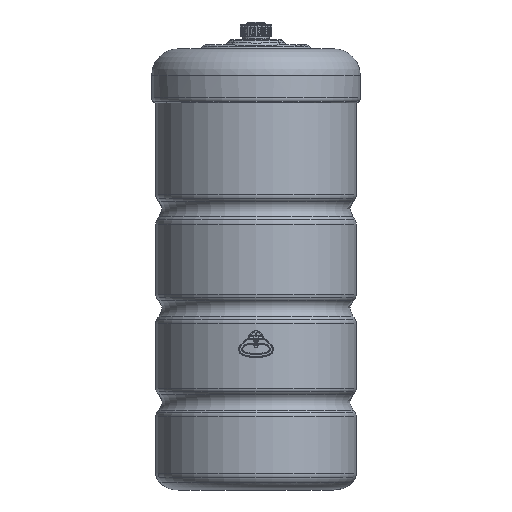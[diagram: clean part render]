
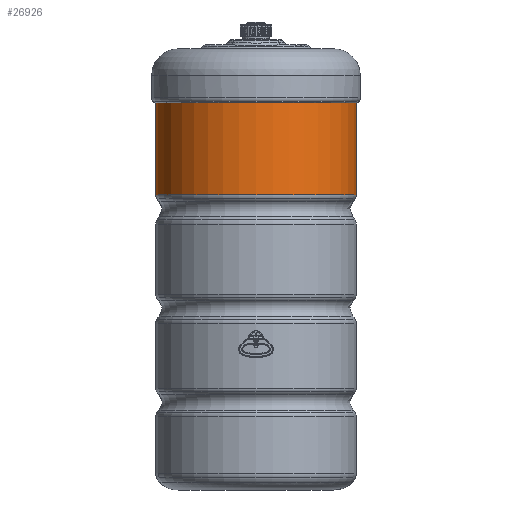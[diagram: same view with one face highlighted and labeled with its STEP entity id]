
A CAD part, front view. The second image highlights one B-rep face of the part: STEP entity #26926.
In plain terms, the highlighted cylindrical face has radius 380 mm (diameter 760 mm), a partial arc.
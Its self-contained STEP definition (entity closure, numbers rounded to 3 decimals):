
#812=CYLINDRICAL_SURFACE('',#28986,380.);
#1831=LINE('',#181963,#3035);
#1832=LINE('',#181967,#3036);
#3035=VECTOR('',#33200,10.);
#3036=VECTOR('',#33205,10.);
#4589=FACE_OUTER_BOUND('',#6370,.T.);
#6370=EDGE_LOOP('',(#19806,#19807,#19808,#19809));
#8166=CIRCLE('',#28919,380.);
#8215=CIRCLE('',#28987,380.);
#11378=VERTEX_POINT('',#181281);
#11380=VERTEX_POINT('',#181293);
#11441=VERTEX_POINT('',#181962);
#11442=VERTEX_POINT('',#181966);
#14395=EDGE_CURVE('',#11378,#11380,#8166,.T.);
#14487=EDGE_CURVE('',#11380,#11441,#1831,.T.);
#14489=EDGE_CURVE('',#11378,#11442,#1832,.T.);
#14490=EDGE_CURVE('',#11442,#11441,#8215,.T.);
#19806=ORIENTED_EDGE('',*,*,#14395,.F.);
#19807=ORIENTED_EDGE('',*,*,#14489,.T.);
#19808=ORIENTED_EDGE('',*,*,#14490,.T.);
#19809=ORIENTED_EDGE('',*,*,#14487,.F.);
#26926=ADVANCED_FACE('',(#4589),#812,.T.);
#28919=AXIS2_PLACEMENT_3D('',#181297,#33057,#33058);
#28986=AXIS2_PLACEMENT_3D('',#181965,#33203,#33204);
#28987=AXIS2_PLACEMENT_3D('',#181968,#33206,#33207);
#33057=DIRECTION('center_axis',(0.,0.,-1.));
#33058=DIRECTION('ref_axis',(0.,-1.,0.));
#33200=DIRECTION('',(0.,0.,1.));
#33203=DIRECTION('center_axis',(0.,0.,1.));
#33204=DIRECTION('ref_axis',(-0.998,-0.068,0.));
#33205=DIRECTION('',(0.,0.,1.));
#33206=DIRECTION('center_axis',(0.,0.,-1.));
#33207=DIRECTION('ref_axis',(-0.998,-0.068,0.));
#181281=CARTESIAN_POINT('',(379.132,-420.748,281.788));
#181293=CARTESIAN_POINT('',(-379.132,-420.748,281.788));
#181297=CARTESIAN_POINT('Origin',(0.,-395.075,
281.788));
#181962=CARTESIAN_POINT('',(-379.132,-420.748,630.));
#181963=CARTESIAN_POINT('',(-379.132,-420.748,0.));
#181965=CARTESIAN_POINT('Origin',(0.,-395.075,
0.));
#181966=CARTESIAN_POINT('',(379.132,-420.748,630.));
#181967=CARTESIAN_POINT('',(379.132,-420.748,0.));
#181968=CARTESIAN_POINT('Origin',(0.,-395.075,
630.));
